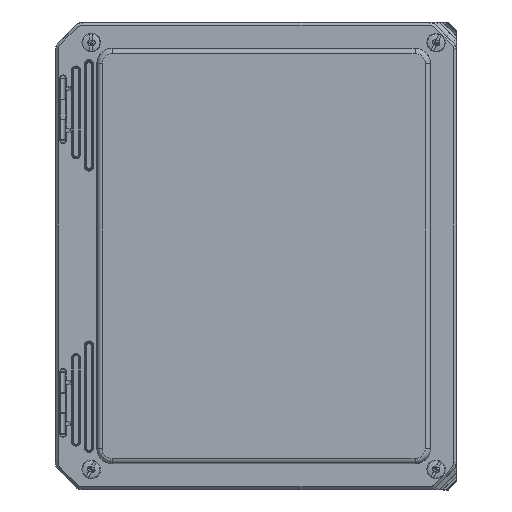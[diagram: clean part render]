
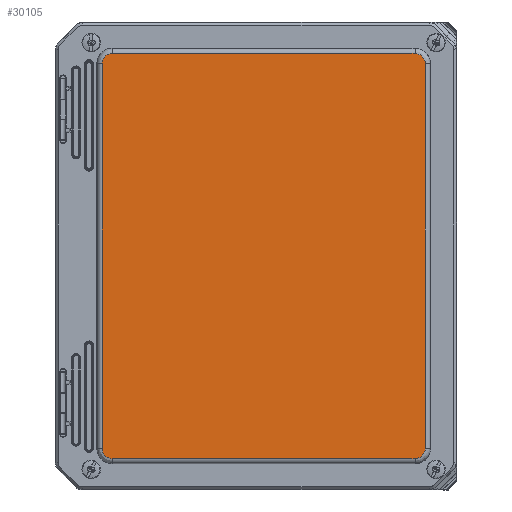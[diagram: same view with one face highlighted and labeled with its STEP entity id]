
A CAD part, top view. The second image highlights one B-rep face of the part: STEP entity #30105.
In plain terms, the highlighted face is planar.
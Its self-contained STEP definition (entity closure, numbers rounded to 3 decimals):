
#1291=ELLIPSE('',#33623,0.25,0.25);
#1294=ELLIPSE('',#33627,0.25,0.25);
#1295=ELLIPSE('',#33633,0.25,0.25);
#1298=ELLIPSE('',#33637,0.25,0.25);
#4329=LINE('',#72480,#6405);
#4331=LINE('',#72624,#6407);
#4334=LINE('',#72631,#6410);
#4336=LINE('',#72779,#6412);
#6405=VECTOR('',#42301,7.393);
#6407=VECTOR('',#42321,9.393);
#6410=VECTOR('',#42328,9.393);
#6412=VECTOR('',#42344,7.393);
#7099=PLANE('',#33643);
#9003=FACE_OUTER_BOUND('',#10967,.T.);
#10967=EDGE_LOOP('',(#27601,#27602,#27603,#27604,#27605,#27606,#27607,#27608));
#14781=VERTEX_POINT('',#72477);
#14782=VERTEX_POINT('',#72479);
#14785=VERTEX_POINT('',#72548);
#14786=VERTEX_POINT('',#72615);
#14789=VERTEX_POINT('',#72622);
#14790=VERTEX_POINT('',#72627);
#14793=VERTEX_POINT('',#72696);
#14794=VERTEX_POINT('',#72772);
#19085=EDGE_CURVE('',#14781,#14782,#4329,.T.);
#19089=EDGE_CURVE('',#14785,#14781,#1291,.T.);
#19093=EDGE_CURVE('',#14782,#14786,#1294,.T.);
#19095=EDGE_CURVE('',#14789,#14785,#4331,.T.);
#19099=EDGE_CURVE('',#14786,#14790,#4334,.T.);
#19101=EDGE_CURVE('',#14793,#14789,#1295,.T.);
#19105=EDGE_CURVE('',#14790,#14794,#1298,.T.);
#19107=EDGE_CURVE('',#14794,#14793,#4336,.T.);
#27601=ORIENTED_EDGE('',*,*,#19085,.F.);
#27602=ORIENTED_EDGE('',*,*,#19089,.F.);
#27603=ORIENTED_EDGE('',*,*,#19095,.F.);
#27604=ORIENTED_EDGE('',*,*,#19101,.F.);
#27605=ORIENTED_EDGE('',*,*,#19107,.F.);
#27606=ORIENTED_EDGE('',*,*,#19105,.F.);
#27607=ORIENTED_EDGE('',*,*,#19099,.F.);
#27608=ORIENTED_EDGE('',*,*,#19093,.F.);
#30105=ADVANCED_FACE('',(#9003),#7099,.F.);
#33623=AXIS2_PLACEMENT_3D('',#72550,#42307,#42308);
#33627=AXIS2_PLACEMENT_3D('',#72619,#42315,#42316);
#33633=AXIS2_PLACEMENT_3D('',#72698,#42331,#42332);
#33637=AXIS2_PLACEMENT_3D('',#72776,#42339,#42340);
#33643=AXIS2_PLACEMENT_3D('',#72789,#42358,#42359);
#42301=DIRECTION('',(1.,0.,0.));
#42307=DIRECTION('center_axis',(0.,0.,1.));
#42308=DIRECTION('ref_axis',(-0.707,-0.707,0.));
#42315=DIRECTION('center_axis',(0.,0.,1.));
#42316=DIRECTION('ref_axis',(0.707,-0.707,0.));
#42321=DIRECTION('',(0.,-1.,0.));
#42328=DIRECTION('',(0.,1.,0.));
#42331=DIRECTION('center_axis',(0.,0.,1.));
#42332=DIRECTION('ref_axis',(-0.707,0.707,0.));
#42339=DIRECTION('center_axis',(0.,0.,1.));
#42340=DIRECTION('ref_axis',(0.707,0.707,0.));
#42344=DIRECTION('',(-1.,0.,0.));
#42358=DIRECTION('center_axis',(0.,0.,1.));
#42359=DIRECTION('ref_axis',(1.,0.,0.));
#72477=CARTESIAN_POINT('',(-3.509,-4.946,0.));
#72479=CARTESIAN_POINT('',(3.884,-4.946,0.));
#72480=CARTESIAN_POINT('',(-3.509,-4.946,0.));
#72548=CARTESIAN_POINT('',(-3.759,-4.696,0.));
#72550=CARTESIAN_POINT('Origin',(-3.509,-4.696,0.));
#72615=CARTESIAN_POINT('',(4.134,-4.696,0.));
#72619=CARTESIAN_POINT('Origin',(3.884,-4.696,0.));
#72622=CARTESIAN_POINT('',(-3.759,4.696,0.));
#72624=CARTESIAN_POINT('',(-3.759,4.696,0.));
#72627=CARTESIAN_POINT('',(4.134,4.696,0.));
#72631=CARTESIAN_POINT('',(4.134,-4.696,0.));
#72696=CARTESIAN_POINT('',(-3.509,4.946,0.));
#72698=CARTESIAN_POINT('Origin',(-3.509,4.696,0.));
#72772=CARTESIAN_POINT('',(3.884,4.946,0.));
#72776=CARTESIAN_POINT('Origin',(3.884,4.696,0.));
#72779=CARTESIAN_POINT('',(3.884,4.946,0.));
#72789=CARTESIAN_POINT('Origin',(0.188,0.,0.));
